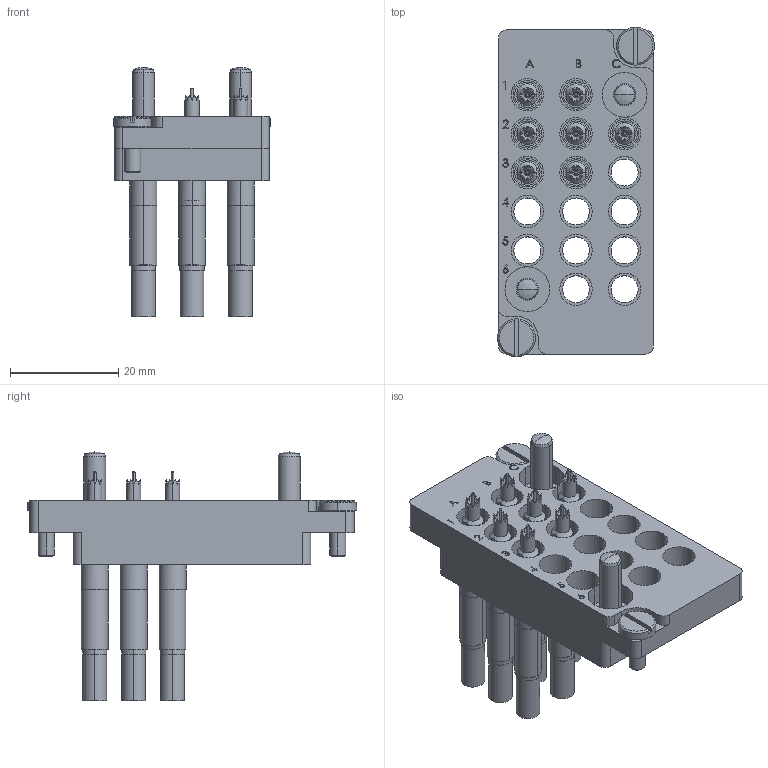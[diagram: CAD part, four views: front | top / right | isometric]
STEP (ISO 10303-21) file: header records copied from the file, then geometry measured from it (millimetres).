
FILE_DESCRIPTION (( 'STEP AP214' ), '1' );
FILE_NAME ('INGUN_38150.STEP', '2023-01-17T09:47:28', ( '' ), ( '' ), 'SwSTEP 2.0', 'SolidWorks 2021', '' );
FILE_SCHEMA (( 'AUTOMOTIVE_DESIGN' ));
Length unit declared in the file: millimetre
Products named in the file (8): HFS-840-0093__ADA~hfs_S; DIN6325~n_04,0m6x020; KS-810-Master__ADA~ks_KS-810 R; DIN923~n_M03x04-A2; 34569~4; INFO_4621~0_SBP-T_Kontaktierung-Seite<S>; INGUN_38150; 34569~4_S
Assembly tree (21 placements, depth 3):
  INGUN_38150
    34569~4_S
      34569~4
      INFO_4621~0_SBP-T_Kontaktierung-Seite<S>
    KS-810-Master__ADA~ks_KS-810 R  x7
    HFS-840-0093__ADA~hfs_S  x7
    DIN923~n_M03x04-A2  x2
    DIN6325~n_04,0m6x020  x2
Bounding box: 29 x 61 x 46.1 mm (x, y, z)
Volume: 17626.1 mm3; surface area: 19304.5 mm2
Topology: 42 solids, 56 shells, 3637 faces, 8607 edges, 5164 vertices
Faces by surface type: plane 2644, cylinder 807, cone 116, bspline 62, sphere 8
Entity records: 26037 total; most frequent: CARTESIAN_POINT 7392, DIRECTION 3834, ORIENTED_EDGE 3710, EDGE_CURVE 1855, AXIS2_PLACEMENT_3D 1391, VERTEX_POINT 1153, LINE 1052, VECTOR 1052
